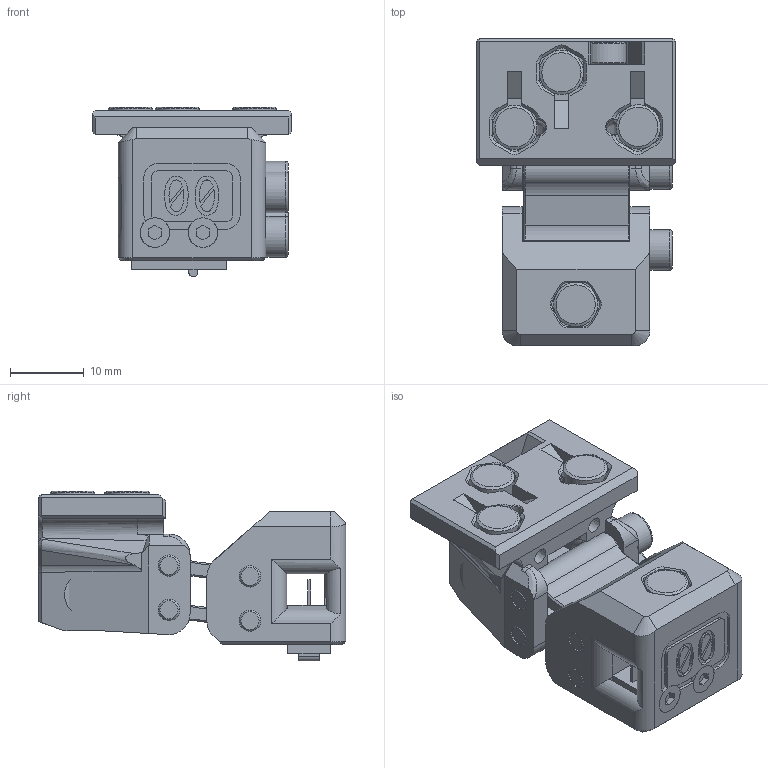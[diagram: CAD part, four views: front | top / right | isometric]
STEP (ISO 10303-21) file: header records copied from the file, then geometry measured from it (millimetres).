
FILE_DESCRIPTION(/* description */ ('STEP AP242','CAx-IF Rec.Pracs.---Representation and Presentation of Product Manufacturing Information (PMI)---4.0---2014-10-13','CAx-IF Rec.Pracs.---3D Tessellated Geometry---0.4---2014-09-14','2;1'),/* implementation_level */ '2;1');
FILE_NAME(/* name */ 'Klicky-00 Archetype D2F Klicky',/* time_stamp */ '2025-01-01T09:24:39Z',/* author */ (''),/* organization */ (''),/* preprocessor_version */ 'ST-DEVELOPER v20',/* originating_system */ 'ONSHAPE BY PTC INC, 1.191',/* authorisation */ ' ');
FILE_SCHEMA (('AP242_MANAGED_MODEL_BASED_3D_ENGINEERING_MIM_LF { 1 0 10303 442 1 1 4 }'));
Length unit declared in the file: millimetre
Products named in the file (13): Klicky-00 Archetype D2F Klicky; Klicky-00_Archetype_Swingarm_Upper; K-00 Klicky Rear <1>; Hex socket head cap screw M3x0.50 x 20; 6x3 Magnet; Klicky-00_Klicky_Rear; Klicky-00_Archetype_Swingarm_Lower; Archetype D2F Front <1>; M2x10 FHCS; Klicky-00_Archetype_D2F_Front; D2F (1) <1>; D2F_ACTUATOR (1); D2F_BASE (1)
Assembly tree (22 placements, depth 4):
  Klicky-00 Archetype D2F Klicky
    Klicky-00_Archetype_Swingarm_Upper
    K-00 Klicky Rear <1>
      Hex socket head cap screw M3x0.50 x 20  x2
      6x3 Magnet  x5
      Klicky-00_Klicky_Rear
    Klicky-00_Archetype_Swingarm_Lower
    Archetype D2F Front <1>
      Hex socket head cap screw M3x0.50 x 20  x2
      M2x10 FHCS  x2
      Klicky-00_Archetype_D2F_Front
      D2F (1) <1>
        D2F_ACTUATOR (1)
        D2F_BASE (1)
      6x3 Magnet
    6x3 Magnet
Bounding box: 27.03 x 41.62 x 22.98 mm (x, y, z)
Volume: 10264.8 mm3; surface area: 10937.8 mm2
Topology: 19 solids, 19 shells, 767 faces, 1905 edges, 1192 vertices
Faces by surface type: plane 450, cylinder 130, cone 111, bspline 62, torus 14
Full cylindrical faces by diameter (mm): 1.8 x3, 2 x3, 2.1 x2, 2.6 x1, 2.8 x1, 2.9 x8, 3 x4, 3.2 x4, 4 x4, 5.5 x4, 6 x7
Entity records: 20523 total; most frequent: CARTESIAN_POINT 4773, ORIENTED_EDGE 3226, DIRECTION 3031, EDGE_CURVE 1613, LINE 1105, VECTOR 1105, VERTEX_POINT 1039, AXIS2_PLACEMENT_3D 963
